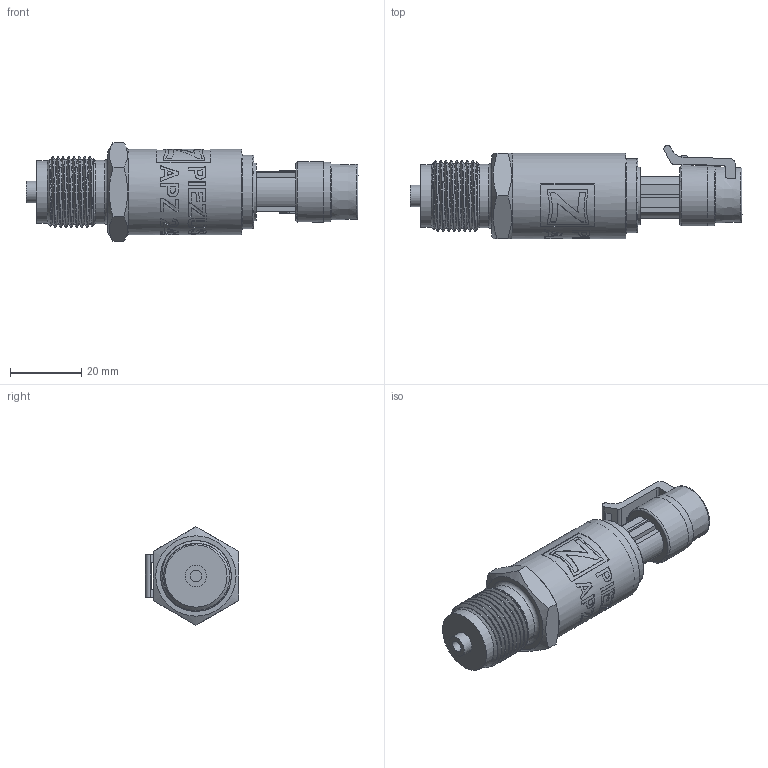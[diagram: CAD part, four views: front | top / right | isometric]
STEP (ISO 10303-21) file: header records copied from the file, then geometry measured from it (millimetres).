
FILE_DESCRIPTION(/* description */ (''),/* implementation_level */ '2;1');
FILE_NAME(/* name */ 'APZ2422_M20x1,5EN_Packard.step',/* time_stamp */ '2021-07-16T16:30:54+03:00',/* author */ (''),/* organization */ (''),/* preprocessor_version */ 'ST-DEVELOPER v18.1',/* originating_system */ 'Autodesk Translation Framework v10.9.0.1377',/* authorisation */ '');
FILE_SCHEMA (('AUTOMOTIVE_DESIGN { 1 0 10303 214 3 1 1 }'));
Length unit declared in the file: millimetre
Products named in the file (4): АПЗ 2422 - filled m20 and g1\2; M20x1,5 EN; Packard male v13; Packard female v5
Assembly tree (3 placements, depth 2):
  АПЗ 2422 - filled m20 and g1\2
    M20x1,5 EN
    Packard male v13
    Packard female v5
Bounding box: 93.41 x 26.22 x 27.71 mm (x, y, z)
Volume: 27017.5 mm3; surface area: 13415.5 mm2
Topology: 10 solids, 11 shells, 493 faces, 1279 edges, 850 vertices
Faces by surface type: bspline 226, plane 158, cylinder 77, cone 23, torus 9
Full cylindrical faces by diameter (mm): 1.5 x3, 3.3 x1, 6 x1, 10.123 x1, 12 x1, 12.623 x2, 13.9 x1, 16.2 x1, 16.9 x1, 17.5 x1, 17.8 x1, 18.137 x8, 18.2 x1, 18.6 x1, 19.85 x7, 20.2 x2, 20.8 x1, 22.65 x2, 24 x1
Entity records: 20776 total; most frequent: CARTESIAN_POINT 10060, ORIENTED_EDGE 2558, DIRECTION 1476, EDGE_CURVE 1279, VERTEX_POINT 850, LINE 572, VECTOR 572, EDGE_LOOP 549
